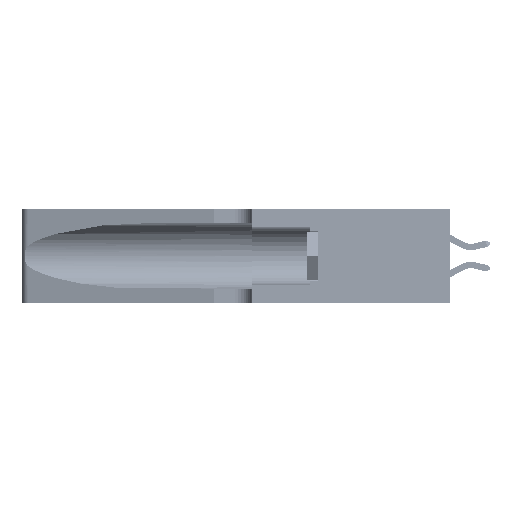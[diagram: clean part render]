
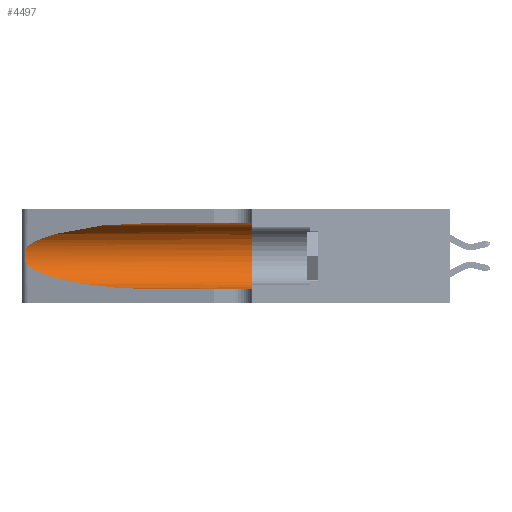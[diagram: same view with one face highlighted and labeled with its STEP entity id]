
A CAD part, left-side view. The second image highlights one B-rep face of the part: STEP entity #4497.
In plain terms, the highlighted cylindrical face has radius 3.308 mm (diameter 6.617 mm), a partial arc.
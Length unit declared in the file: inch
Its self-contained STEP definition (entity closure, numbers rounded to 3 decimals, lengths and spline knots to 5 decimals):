
#132 = B_SPLINE_CURVE_WITH_KNOTS ( 'NONE', 3,
 ( #2445, #22301, #6557, #34097, #10612, #38011, #14577, #41962, #18522, #45889, #22475, #49802, #26384, #2631 ),
 .UNSPECIFIED., .F., .F.,
 ( 4, 2, 2, 2, 2, 2, 4 ),
 ( 0., 0.00027, 0.00053, 0.00107, 0.0016, 0.00187, 0.00214 ),
 .UNSPECIFIED. ) ;
#1184 = VERTEX_POINT ( 'NONE', #28154 ) ;
#1902 = CARTESIAN_POINT ( 'NONE',  ( 0.2373, 1.15595, 0.28018 ) ) ;
#2028 = CARTESIAN_POINT ( 'NONE',  ( 0.1305, 0.35, 0.185 ) ) ;
#2188 = EDGE_CURVE ( 'NONE', #41271, #23221, #39273, .T. ) ;
#2355 = CARTESIAN_POINT ( 'NONE',  ( 0.1305, 0.35, 0.31525 ) ) ;
#2445 = CARTESIAN_POINT ( 'NONE',  ( 0.25487, 1.22718, 0.22369 ) ) ;
#2631 = CARTESIAN_POINT ( 'NONE',  ( 0.25487, 1.22718, 0.14631 ) ) ;
#3350 = CARTESIAN_POINT ( 'NONE',  ( 0.18966, 0.96281, 0.05475 ) ) ;
#4497 = ADVANCED_FACE ( 'NONE', ( #48202 ), #6414, .F. ) ;
#5044 = EDGE_CURVE ( 'NONE', #31844, #41271, #23156, .T. ) ;
#6135 = DIRECTION ( 'NONE',  ( 0., 0., 1. ) ) ;
#6414 = CYLINDRICAL_SURFACE ( 'NONE', #30351, 0.13025 ) ;
#6557 = CARTESIAN_POINT ( 'NONE',  ( 0.25639, 1.23184, 0.21858 ) ) ;
#9617 =( BOUNDED_CURVE ( )  B_SPLINE_CURVE ( 3, ( #29629, #21793, #1902, #33588 ),
 .UNSPECIFIED., .F., .T. ) 
 B_SPLINE_CURVE_WITH_KNOTS ( ( 4, 4 ),
 ( 1.5708, 2.84003 ),
 .UNSPECIFIED. ) 
 CURVE ( )  GEOMETRIC_REPRESENTATION_ITEM ( )  RATIONAL_B_SPLINE_CURVE ( ( 1., 0.87, 0.87, 1. ) ) 
 REPRESENTATION_ITEM ( '' )  );
#10208 = EDGE_CURVE ( 'NONE', #28737, #1184, #27881, .T. ) ;
#10612 = CARTESIAN_POINT ( 'NONE',  ( 0.25854, 1.2359, 0.20912 ) ) ;
#12578 = AXIS2_PLACEMENT_3D ( 'NONE', #2028, #29742, #6135 ) ;
#12717 = VECTOR ( 'NONE', #28774, 39.37008 ) ;
#13097 = ORIENTED_EDGE ( 'NONE', *, *, #10208, .T. ) ;
#13750 = DIRECTION ( 'NONE',  ( 0., -1., 0. ) ) ;
#14577 = CARTESIAN_POINT ( 'NONE',  ( 0.26075, 1.23896, 0.19203 ) ) ;
#15427 = ORIENTED_EDGE ( 'NONE', *, *, #18654, .T. ) ;
#18522 = CARTESIAN_POINT ( 'NONE',  ( 0.26017, 1.23833, 0.17102 ) ) ;
#18583 = EDGE_CURVE ( 'NONE', #31844, #20427, #9617, .T. ) ;
#18654 = EDGE_CURVE ( 'NONE', #20427, #28737, #132, .T. ) ;
#20427 = VERTEX_POINT ( 'NONE', #32405 ) ;
#21654 = DIRECTION ( 'NONE',  ( 0., 0., -1. ) ) ;
#21793 = CARTESIAN_POINT ( 'NONE',  ( 0.18966, 0.96281, 0.31525 ) ) ;
#22301 = CARTESIAN_POINT ( 'NONE',  ( 0.25555, 1.22994, 0.2215 ) ) ;
#22475 = CARTESIAN_POINT ( 'NONE',  ( 0.25789, 1.23486, 0.15765 ) ) ;
#22508 = ORIENTED_EDGE ( 'NONE', *, *, #18583, .T. ) ;
#23156 = LINE ( 'NONE', #24845, #12717 ) ;
#23221 = VERTEX_POINT ( 'NONE', #25763 ) ;
#24845 = CARTESIAN_POINT ( 'NONE',  ( 0.1305, 1.61858, 0.31525 ) ) ;
#25568 = DIRECTION ( 'NONE',  ( 0., -1., 0. ) ) ;
#25763 = CARTESIAN_POINT ( 'NONE',  ( 0.1305, 0.35, 0.05475 ) ) ;
#26384 = CARTESIAN_POINT ( 'NONE',  ( 0.25555, 1.22993, 0.14849 ) ) ;
#27881 =( BOUNDED_CURVE ( )  B_SPLINE_CURVE ( 3, ( #46561, #50477, #3350, #31012 ),
 .UNSPECIFIED., .F., .T. ) 
 B_SPLINE_CURVE_WITH_KNOTS ( ( 4, 4 ),
 ( 3.44316, 4.71239 ),
 .UNSPECIFIED. ) 
 CURVE ( )  GEOMETRIC_REPRESENTATION_ITEM ( )  RATIONAL_B_SPLINE_CURVE ( ( 1., 0.87, 0.87, 1. ) ) 
 REPRESENTATION_ITEM ( '' )  );
#28154 = CARTESIAN_POINT ( 'NONE',  ( 0.1305, 0.72297, 0.05475 ) ) ;
#28737 = VERTEX_POINT ( 'NONE', #29438 ) ;
#28774 = DIRECTION ( 'NONE',  ( 0., -1., 0. ) ) ;
#29327 = CARTESIAN_POINT ( 'NONE',  ( 0.1305, 1.61858, 0.05475 ) ) ;
#29438 = CARTESIAN_POINT ( 'NONE',  ( 0.25487, 1.22718, 0.14631 ) ) ;
#29629 = CARTESIAN_POINT ( 'NONE',  ( 0.1305, 0.72297, 0.31525 ) ) ;
#29742 = DIRECTION ( 'NONE',  ( 0., 1., 0. ) ) ;
#30047 = EDGE_CURVE ( 'NONE', #1184, #23221, #45740, .T. ) ;
#30351 = AXIS2_PLACEMENT_3D ( 'NONE', #48969, #25568, #21654 ) ;
#31012 = CARTESIAN_POINT ( 'NONE',  ( 0.1305, 0.72297, 0.05475 ) ) ;
#31844 = VERTEX_POINT ( 'NONE', #41944 ) ;
#32405 = CARTESIAN_POINT ( 'NONE',  ( 0.25487, 1.22718, 0.22369 ) ) ;
#33588 = CARTESIAN_POINT ( 'NONE',  ( 0.25487, 1.22718, 0.22369 ) ) ;
#34097 = CARTESIAN_POINT ( 'NONE',  ( 0.25787, 1.23484, 0.2124 ) ) ;
#35353 = VECTOR ( 'NONE', #13750, 39.37008 ) ;
#37290 = ORIENTED_EDGE ( 'NONE', *, *, #2188, .F. ) ;
#37440 = EDGE_LOOP ( 'NONE', ( #22508, #15427, #13097, #48355, #37290, #40788 ) ) ;
#38011 = CARTESIAN_POINT ( 'NONE',  ( 0.26018, 1.23835, 0.19895 ) ) ;
#39273 = CIRCLE ( 'NONE', #12578, 0.13025 ) ;
#40788 = ORIENTED_EDGE ( 'NONE', *, *, #5044, .F. ) ;
#41271 = VERTEX_POINT ( 'NONE', #2355 ) ;
#41944 = CARTESIAN_POINT ( 'NONE',  ( 0.1305, 0.72297, 0.31525 ) ) ;
#41962 = CARTESIAN_POINT ( 'NONE',  ( 0.26075, 1.23896, 0.178 ) ) ;
#45740 = LINE ( 'NONE', #29327, #35353 ) ;
#45889 = CARTESIAN_POINT ( 'NONE',  ( 0.25856, 1.23593, 0.16098 ) ) ;
#46561 = CARTESIAN_POINT ( 'NONE',  ( 0.25487, 1.22718, 0.14631 ) ) ;
#48202 = FACE_OUTER_BOUND ( 'NONE', #37440, .T. ) ;
#48355 = ORIENTED_EDGE ( 'NONE', *, *, #30047, .T. ) ;
#48969 = CARTESIAN_POINT ( 'NONE',  ( 0.1305, 1.61858, 0.185 ) ) ;
#49802 = CARTESIAN_POINT ( 'NONE',  ( 0.25639, 1.23186, 0.15144 ) ) ;
#50477 = CARTESIAN_POINT ( 'NONE',  ( 0.2373, 1.15595, 0.08982 ) ) ;
